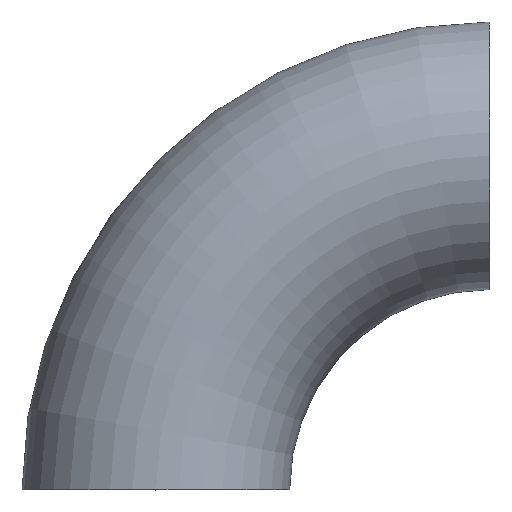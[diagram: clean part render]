
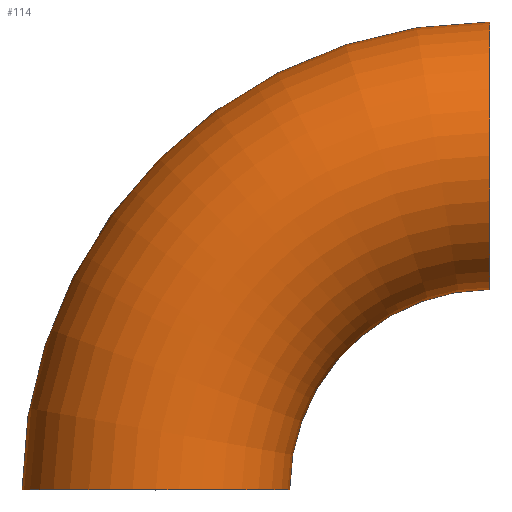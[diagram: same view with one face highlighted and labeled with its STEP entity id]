
A CAD part, top view. The second image highlights one B-rep face of the part: STEP entity #114.
In plain terms, the highlighted toroidal (fillet/blend) face has major radius 95 mm and minor radius 38.05 mm.
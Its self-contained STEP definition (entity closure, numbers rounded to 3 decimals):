
#5 = CARTESIAN_POINT ( 'NONE',  ( 0., 0., 0. ) ) ;
#7 = CARTESIAN_POINT ( 'NONE',  ( 95., 0., 0. ) ) ;
#21 = VERTEX_POINT ( 'NONE', #41 ) ;
#23 = EDGE_CURVE ( 'NONE', #219, #120, #160, .T. ) ;
#24 = EDGE_LOOP ( 'NONE', ( #139, #47, #107, #214 ) ) ;
#32 = DIRECTION ( 'NONE',  ( 1., 0., 0. ) ) ;
#36 = CIRCLE ( 'NONE', #39, 133.05 ) ;
#39 = AXIS2_PLACEMENT_3D ( 'NONE', #7, #85, #169 ) ;
#41 = CARTESIAN_POINT ( 'NONE',  ( 95., 133.05, 0. ) ) ;
#44 = DIRECTION ( 'NONE',  ( 1., 0., 0. ) ) ;
#47 = ORIENTED_EDGE ( 'NONE', *, *, #213, .T. ) ;
#60 = CARTESIAN_POINT ( 'NONE',  ( 38.05, 0., 0. ) ) ;
#62 = CARTESIAN_POINT ( 'NONE',  ( -38.05, 0., 0. ) ) ;
#85 = DIRECTION ( 'NONE',  ( 0., 0., 1. ) ) ;
#95 = EDGE_CURVE ( 'NONE', #21, #218, #234, .T. ) ;
#99 = EDGE_CURVE ( 'NONE', #218, #120, #208, .T. ) ;
#107 = ORIENTED_EDGE ( 'NONE', *, *, #23, .T. ) ;
#108 = DIRECTION ( 'NONE',  ( 1., 0., 0. ) ) ;
#114 = ADVANCED_FACE ( 'NONE', ( #187 ), #141, .T. ) ;
#120 = VERTEX_POINT ( 'NONE', #60 ) ;
#125 = CARTESIAN_POINT ( 'NONE',  ( 95., 56.95, 0. ) ) ;
#126 = DIRECTION ( 'NONE',  ( 0., 0., 1. ) ) ;
#136 = AXIS2_PLACEMENT_3D ( 'NONE', #5, #165, #240 ) ;
#139 = ORIENTED_EDGE ( 'NONE', *, *, #95, .F. ) ;
#141 = TOROIDAL_SURFACE ( 'NONE', #244, 95., 38.05 ) ;
#145 = DIRECTION ( 'NONE',  ( 0., 0., 1. ) ) ;
#146 = DIRECTION ( 'NONE',  ( 0., 0., 1. ) ) ;
#160 = CIRCLE ( 'NONE', #136, 38.05 ) ;
#165 = DIRECTION ( 'NONE',  ( 0., 1., 0. ) ) ;
#166 = CARTESIAN_POINT ( 'NONE',  ( 95., 0., 0. ) ) ;
#169 = DIRECTION ( 'NONE',  ( 1., 0., 0. ) ) ;
#183 = AXIS2_PLACEMENT_3D ( 'NONE', #246, #126, #108 ) ;
#187 = FACE_OUTER_BOUND ( 'NONE', #24, .T. ) ;
#208 = CIRCLE ( 'NONE', #183, 56.95 ) ;
#213 = EDGE_CURVE ( 'NONE', #21, #219, #36, .T. ) ;
#214 = ORIENTED_EDGE ( 'NONE', *, *, #99, .F. ) ;
#218 = VERTEX_POINT ( 'NONE', #125 ) ;
#219 = VERTEX_POINT ( 'NONE', #62 ) ;
#230 = CARTESIAN_POINT ( 'NONE',  ( 95., 95., 0. ) ) ;
#234 = CIRCLE ( 'NONE', #235, 38.05 ) ;
#235 = AXIS2_PLACEMENT_3D ( 'NONE', #230, #32, #146 ) ;
#240 = DIRECTION ( 'NONE',  ( 0., 0., 1. ) ) ;
#244 = AXIS2_PLACEMENT_3D ( 'NONE', #166, #145, #44 ) ;
#246 = CARTESIAN_POINT ( 'NONE',  ( 95., 0., 0. ) ) ;
